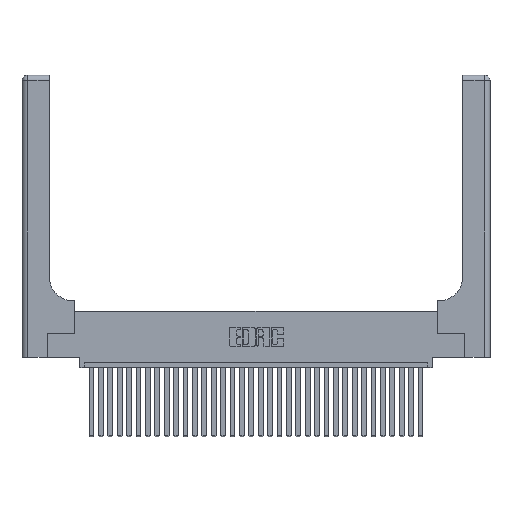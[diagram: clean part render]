
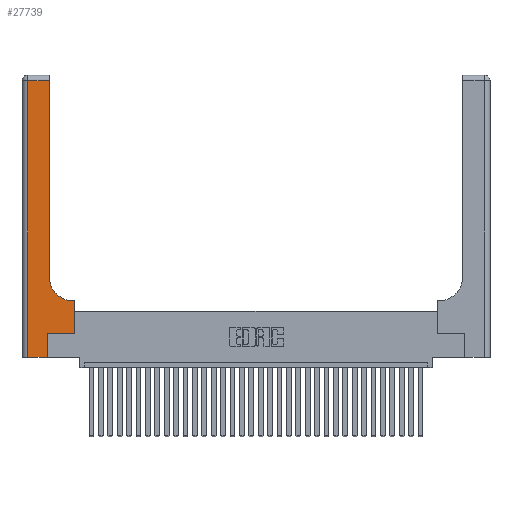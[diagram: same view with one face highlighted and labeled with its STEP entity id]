
A CAD part, top view. The second image highlights one B-rep face of the part: STEP entity #27739.
In plain terms, the highlighted planar face has unit normal (0, 0, 1).
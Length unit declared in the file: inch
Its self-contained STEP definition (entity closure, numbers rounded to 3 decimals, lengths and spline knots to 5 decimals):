
#426 = VERTEX_POINT ( 'NONE', #18172 ) ;
#1300 = DIRECTION ( 'NONE',  ( 1., 0., 0. ) ) ;
#3143 = DIRECTION ( 'NONE',  ( -1., 0., 0. ) ) ;
#3531 = ORIENTED_EDGE ( 'NONE', *, *, #9168, .T. ) ;
#4506 = VERTEX_POINT ( 'NONE', #25926 ) ;
#5114 = CARTESIAN_POINT ( 'NONE',  ( 0.06, 0., 0.37 ) ) ;
#5203 = VECTOR ( 'NONE', #28231, 39.37008 ) ;
#5882 = LINE ( 'NONE', #10524, #23442 ) ;
#6018 = EDGE_CURVE ( 'NONE', #23232, #426, #24218, .T. ) ;
#6289 = CARTESIAN_POINT ( 'NONE',  ( 0.5415, 0.85, 0.37 ) ) ;
#6706 = CARTESIAN_POINT ( 'NONE',  ( 0.2915, 2.94, 0.37 ) ) ;
#6916 = LINE ( 'NONE', #29363, #19682 ) ;
#6929 = CARTESIAN_POINT ( 'NONE',  ( 0.06, 2.94, 0.37 ) ) ;
#6973 = AXIS2_PLACEMENT_3D ( 'NONE', #6289, #11440, #31817 ) ;
#7198 = FACE_OUTER_BOUND ( 'NONE', #12250, .T. ) ;
#7209 = PLANE ( 'NONE',  #11548 ) ;
#7383 = DIRECTION ( 'NONE',  ( 0., 1., 0. ) ) ;
#7420 = DIRECTION ( 'NONE',  ( -1., 0., 0. ) ) ;
#7526 = VERTEX_POINT ( 'NONE', #6706 ) ;
#7631 = ORIENTED_EDGE ( 'NONE', *, *, #24594, .T. ) ;
#7802 = EDGE_CURVE ( 'NONE', #22886, #4506, #6916, .T. ) ;
#8437 = LINE ( 'NONE', #27917, #5203 ) ;
#8554 = EDGE_CURVE ( 'NONE', #22541, #7526, #29584, .T. ) ;
#9168 = EDGE_CURVE ( 'NONE', #426, #22886, #8437, .T. ) ;
#9172 = DIRECTION ( 'NONE',  ( 1., 0., 0. ) ) ;
#9348 = CARTESIAN_POINT ( 'NONE',  ( 0.2915, 0.85, 0.37 ) ) ;
#10115 = DIRECTION ( 'NONE',  ( 0., 0., -1. ) ) ;
#10524 = CARTESIAN_POINT ( 'NONE',  ( 0.5585, 0.25, 0.37 ) ) ;
#10563 = CARTESIAN_POINT ( 'NONE',  ( 0.5415, 0.6, 0.37 ) ) ;
#10909 = ORIENTED_EDGE ( 'NONE', *, *, #31901, .T. ) ;
#11440 = DIRECTION ( 'NONE',  ( 0., 0., -1. ) ) ;
#11460 = LINE ( 'NONE', #20879, #24196 ) ;
#11548 = AXIS2_PLACEMENT_3D ( 'NONE', #27582, #10115, #7420 ) ;
#12250 = EDGE_LOOP ( 'NONE', ( #32606, #19215, #7631, #16449, #3531, #19966, #31955, #10909, #14194 ) ) ;
#12784 = CIRCLE ( 'NONE', #6973, 0.25 ) ;
#13471 = EDGE_CURVE ( 'NONE', #22293, #22541, #12784, .T. ) ;
#14194 = ORIENTED_EDGE ( 'NONE', *, *, #13471, .T. ) ;
#14389 = CARTESIAN_POINT ( 'NONE',  ( 0., 0., 0.37 ) ) ;
#16449 = ORIENTED_EDGE ( 'NONE', *, *, #6018, .T. ) ;
#17665 = CARTESIAN_POINT ( 'NONE',  ( 0.2915, 0.6, 0.37 ) ) ;
#18172 = CARTESIAN_POINT ( 'NONE',  ( 0.269, 0., 0.37 ) ) ;
#19215 = ORIENTED_EDGE ( 'NONE', *, *, #20427, .T. ) ;
#19682 = VECTOR ( 'NONE', #1300, 39.37008 ) ;
#19966 = ORIENTED_EDGE ( 'NONE', *, *, #7802, .T. ) ;
#20427 = EDGE_CURVE ( 'NONE', #7526, #26520, #11460, .T. ) ;
#20879 = CARTESIAN_POINT ( 'NONE',  ( 0., 2.94, 0.37 ) ) ;
#21240 = CARTESIAN_POINT ( 'NONE',  ( 0.06, 3., 0.37 ) ) ;
#21490 = VERTEX_POINT ( 'NONE', #29912 ) ;
#22002 = LINE ( 'NONE', #17665, #26736 ) ;
#22293 = VERTEX_POINT ( 'NONE', #10563 ) ;
#22541 = VERTEX_POINT ( 'NONE', #9348 ) ;
#22886 = VERTEX_POINT ( 'NONE', #31569 ) ;
#23232 = VERTEX_POINT ( 'NONE', #5114 ) ;
#23402 = VECTOR ( 'NONE', #9172, 39.37008 ) ;
#23417 = EDGE_CURVE ( 'NONE', #4506, #21490, #5882, .T. ) ;
#23442 = VECTOR ( 'NONE', #28090, 39.37008 ) ;
#23723 = DIRECTION ( 'NONE',  ( -1., 0., 0. ) ) ;
#24196 = VECTOR ( 'NONE', #3143, 39.37008 ) ;
#24218 = LINE ( 'NONE', #14389, #23402 ) ;
#24594 = EDGE_CURVE ( 'NONE', #26520, #23232, #27356, .T. ) ;
#25926 = CARTESIAN_POINT ( 'NONE',  ( 0.5585, 0.25, 0.37 ) ) ;
#26008 = DIRECTION ( 'NONE',  ( 0., -1., 0. ) ) ;
#26520 = VERTEX_POINT ( 'NONE', #6929 ) ;
#26736 = VECTOR ( 'NONE', #23723, 39.37008 ) ;
#27356 = LINE ( 'NONE', #21240, #28123 ) ;
#27582 = CARTESIAN_POINT ( 'NONE',  ( 0., 3., 0.37 ) ) ;
#27739 = ADVANCED_FACE ( 'NONE', ( #7198 ), #7209, .F. ) ;
#27917 = CARTESIAN_POINT ( 'NONE',  ( 0.269, 0., 0.37 ) ) ;
#28090 = DIRECTION ( 'NONE',  ( 0., 1., 0. ) ) ;
#28123 = VECTOR ( 'NONE', #26008, 39.37008 ) ;
#28231 = DIRECTION ( 'NONE',  ( 0., 1., 0. ) ) ;
#28394 = CARTESIAN_POINT ( 'NONE',  ( 0.2915, 3., 0.37 ) ) ;
#29363 = CARTESIAN_POINT ( 'NONE',  ( 0.269, 0.25, 0.37 ) ) ;
#29584 = LINE ( 'NONE', #28394, #31175 ) ;
#29912 = CARTESIAN_POINT ( 'NONE',  ( 0.5585, 0.6, 0.37 ) ) ;
#31175 = VECTOR ( 'NONE', #7383, 39.37008 ) ;
#31569 = CARTESIAN_POINT ( 'NONE',  ( 0.269, 0.25, 0.37 ) ) ;
#31817 = DIRECTION ( 'NONE',  ( 1., 0., 0. ) ) ;
#31901 = EDGE_CURVE ( 'NONE', #21490, #22293, #22002, .T. ) ;
#31955 = ORIENTED_EDGE ( 'NONE', *, *, #23417, .T. ) ;
#32606 = ORIENTED_EDGE ( 'NONE', *, *, #8554, .T. ) ;
